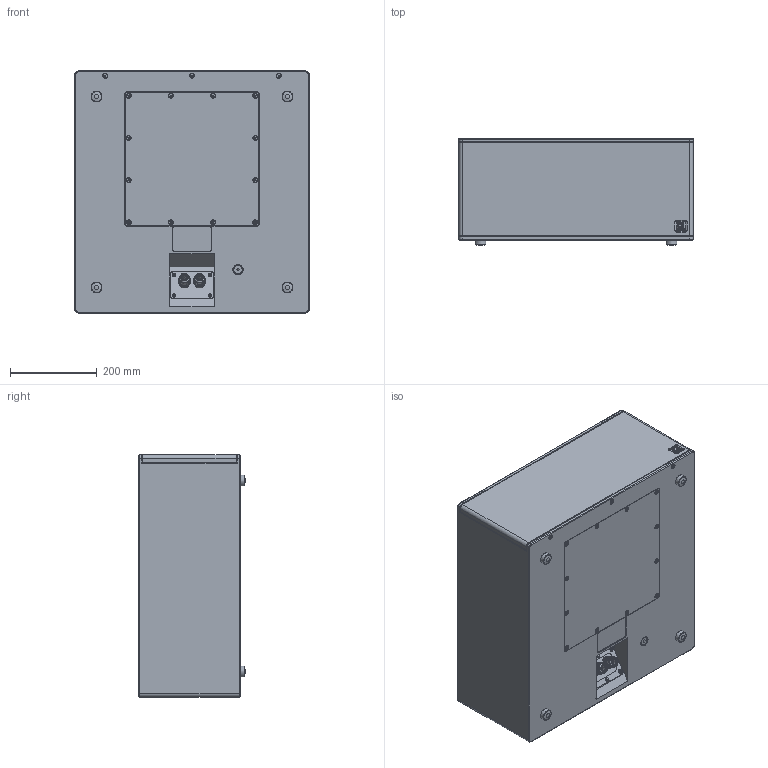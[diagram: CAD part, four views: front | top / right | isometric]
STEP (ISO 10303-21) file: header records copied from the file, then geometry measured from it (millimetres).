
FILE_DESCRIPTION(/* description */ (''),/* implementation_level */ '2;1');
FILE_NAME(/* name */ 'AUDAC-ARCHI10X.stp',/* time_stamp */ '2025-10-01T13:24:50+02:00',/* author */ ('nick'),/* organization */ (''),/* preprocessor_version */ 'ST-DEVELOPER v20.1',/* originating_system */ 'Autodesk Inventor 2026',/* authorisation */ '');
FILE_SCHEMA (('AUTOMOTIVE_DESIGN { 1 0 10303 214 3 1 1 }'));
Products named in the file (1): AUDAC-ARCHI10X
Bounding box: 540 x 245.88 x 558 mm (x, y, z)
Volume: 70094634.9 mm3; surface area: 1175058.4 mm2
Topology: 1 solids, 24 shells, 3213 faces, 8554 edges, 5552 vertices
Faces by surface type: plane 1865, bspline 667, cylinder 379, cone 203, torus 91, sphere 8
Full cylindrical faces by diameter (mm): 2.4 x2, 2.5 x2, 2.9 x4, 2.95 x4, 3.5 x4, 3.75 x4, 3.8 x8, 4.8 x4, 5.3 x4, 7.3 x8, 8.8 x4, 9.43 x15, 12.2 x2, 12.3 x2, 18.4 x2, 18.8 x4, 19.22 x1, 20.6 x4, 21 x2, 23 x2, 25 x4, 30 x2
Entity records: 129229 total; most frequent: CARTESIAN_POINT 54573, ORIENTED_EDGE 17060, DIRECTION 13226, EDGE_CURVE 8530, VERTEX_POINT 5552, LINE 4920, VECTOR 4920, AXIS2_PLACEMENT_3D 4153
